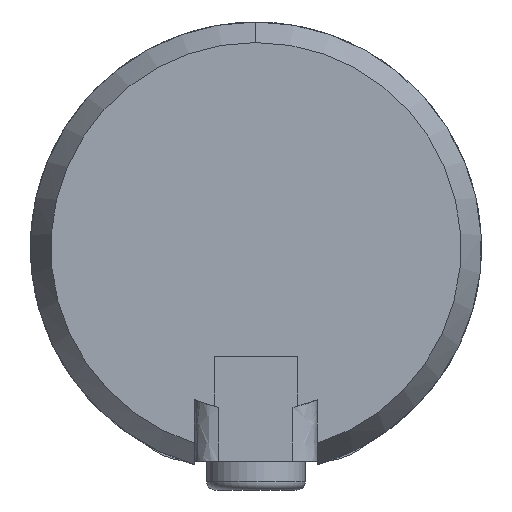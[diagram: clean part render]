
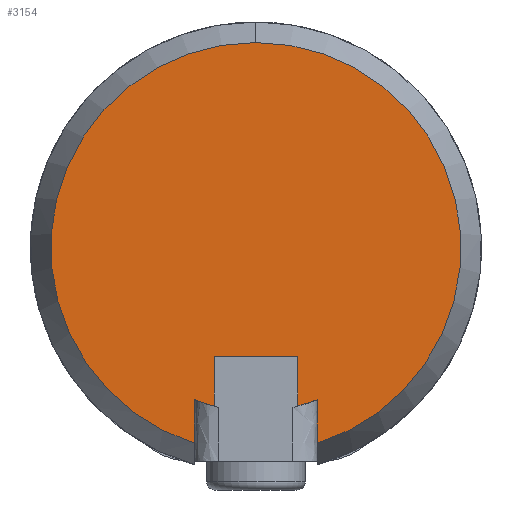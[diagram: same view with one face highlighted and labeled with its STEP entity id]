
A CAD part, front view. The second image highlights one B-rep face of the part: STEP entity #3154.
In plain terms, the highlighted planar face has unit normal (0, -1, 0).
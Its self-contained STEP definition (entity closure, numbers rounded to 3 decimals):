
#232 = ORIENTED_EDGE ( 'NONE', *, *, #1083, .T. ) ;
#249 = CARTESIAN_POINT ( 'NONE',  ( -0.51, 7.7, -1.325 ) ) ;
#339 = ORIENTED_EDGE ( 'NONE', *, *, #2754, .T. ) ;
#391 = CARTESIAN_POINT ( 'NONE',  ( 0., 7.7, 2.5 ) ) ;
#472 = EDGE_CURVE ( 'NONE', #1034, #784, #1206, .T. ) ;
#510 = LINE ( 'NONE', #2999, #4072 ) ;
#528 = CARTESIAN_POINT ( 'NONE',  ( 0., 7.7, 0. ) ) ;
#561 = CARTESIAN_POINT ( 'NONE',  ( 0., 7.7, 2.5 ) ) ;
#632 = CARTESIAN_POINT ( 'NONE',  ( -0.75, 7.7, -1.854 ) ) ;
#658 = VERTEX_POINT ( 'NONE', #391 ) ;
#687 = DIRECTION ( 'NONE',  ( 0., 0., -1. ) ) ;
#709 = VERTEX_POINT ( 'NONE', #3023 ) ;
#714 = DIRECTION ( 'NONE',  ( 0., 0., -1. ) ) ;
#784 = VERTEX_POINT ( 'NONE', #249 ) ;
#806 = CARTESIAN_POINT ( 'NONE',  ( 0.75, 7.7, -1.854 ) ) ;
#810 = CARTESIAN_POINT ( 'NONE',  ( 0.75, 7.7, -2.385 ) ) ;
#819 = DIRECTION ( 'NONE',  ( 0., 0., 1. ) ) ;
#828 = CARTESIAN_POINT ( 'NONE',  ( 0., 7.7, 0. ) ) ;
#835 = CARTESIAN_POINT ( 'NONE',  ( -0.532, 7.7, -1.325 ) ) ;
#881 = DIRECTION ( 'NONE',  ( 0., -1., 0. ) ) ;
#898 = CARTESIAN_POINT ( 'NONE',  ( 0.51, 7.7, -1.956 ) ) ;
#1034 = VERTEX_POINT ( 'NONE', #1373 ) ;
#1083 = EDGE_CURVE ( 'NONE', #1752, #4033, #3978, .T. ) ;
#1205 = AXIS2_PLACEMENT_3D ( 'NONE', #528, #881, #2329 ) ;
#1206 = LINE ( 'NONE', #835, #3609 ) ;
#1249 = LINE ( 'NONE', #898, #4528 ) ;
#1373 = CARTESIAN_POINT ( 'NONE',  ( 0.51, 7.7, -1.325 ) ) ;
#1504 = DIRECTION ( 'NONE',  ( 0., 1., 0. ) ) ;
#1508 = AXIS2_PLACEMENT_3D ( 'NONE', #561, #3481, #1703 ) ;
#1644 = LINE ( 'NONE', #3025, #2446 ) ;
#1703 = DIRECTION ( 'NONE',  ( 0., 0., 1. ) ) ;
#1721 = ORIENTED_EDGE ( 'NONE', *, *, #2212, .F. ) ;
#1752 = VERTEX_POINT ( 'NONE', #806 ) ;
#1791 = VERTEX_POINT ( 'NONE', #2688 ) ;
#1826 = EDGE_CURVE ( 'NONE', #1752, #709, #4673, .T. ) ;
#1833 = CARTESIAN_POINT ( 'NONE',  ( 0., 7.7, 0. ) ) ;
#1937 = ORIENTED_EDGE ( 'NONE', *, *, #472, .F. ) ;
#2070 = PLANE ( 'NONE',  #1508 ) ;
#2105 = CARTESIAN_POINT ( 'NONE',  ( 0.75, 7.7, 0.395 ) ) ;
#2212 = EDGE_CURVE ( 'NONE', #3650, #1791, #1644, .T. ) ;
#2276 = EDGE_CURVE ( 'NONE', #1034, #709, #1249, .T. ) ;
#2300 = DIRECTION ( 'NONE',  ( 0., 0., 1. ) ) ;
#2329 = DIRECTION ( 'NONE',  ( 0., 0., -1. ) ) ;
#2351 = DIRECTION ( 'NONE',  ( 0., 0., -1. ) ) ;
#2446 = VECTOR ( 'NONE', #3781, 1000. ) ;
#2475 = CARTESIAN_POINT ( 'NONE',  ( 0., 7.7, 0. ) ) ;
#2600 = AXIS2_PLACEMENT_3D ( 'NONE', #2475, #2918, #714 ) ;
#2663 = AXIS2_PLACEMENT_3D ( 'NONE', #1833, #1504, #2973 ) ;
#2688 = CARTESIAN_POINT ( 'NONE',  ( -0.75, 7.7, -2.385 ) ) ;
#2754 = EDGE_CURVE ( 'NONE', #658, #1791, #4682, .T. ) ;
#2792 = ORIENTED_EDGE ( 'NONE', *, *, #2276, .T. ) ;
#2807 = VECTOR ( 'NONE', #687, 1000. ) ;
#2814 = CIRCLE ( 'NONE', #2663, 2. ) ;
#2918 = DIRECTION ( 'NONE',  ( 0., -1., 0. ) ) ;
#2927 = EDGE_CURVE ( 'NONE', #4033, #658, #3279, .T. ) ;
#2973 = DIRECTION ( 'NONE',  ( 0., 0., 1. ) ) ;
#2999 = CARTESIAN_POINT ( 'NONE',  ( -0.51, 7.7, -1.303 ) ) ;
#3023 = CARTESIAN_POINT ( 'NONE',  ( 0.51, 7.7, -1.934 ) ) ;
#3025 = CARTESIAN_POINT ( 'NONE',  ( -0.75, 7.7, 0.395 ) ) ;
#3154 = ADVANCED_FACE ( 'NONE', ( #3852 ), #2070, .F. ) ;
#3184 = EDGE_LOOP ( 'NONE', ( #1721, #3236, #4582, #1937, #2792, #4104, #232, #3520, #339 ) ) ;
#3236 = ORIENTED_EDGE ( 'NONE', *, *, #3393, .F. ) ;
#3279 = CIRCLE ( 'NONE', #1205, 2.5 ) ;
#3288 = AXIS2_PLACEMENT_3D ( 'NONE', #828, #4227, #2300 ) ;
#3393 = EDGE_CURVE ( 'NONE', #4655, #3650, #2814, .T. ) ;
#3481 = DIRECTION ( 'NONE',  ( 0., 1., 0. ) ) ;
#3520 = ORIENTED_EDGE ( 'NONE', *, *, #2927, .T. ) ;
#3609 = VECTOR ( 'NONE', #4280, 1000. ) ;
#3650 = VERTEX_POINT ( 'NONE', #632 ) ;
#3781 = DIRECTION ( 'NONE',  ( 0., 0., -1. ) ) ;
#3852 = FACE_OUTER_BOUND ( 'NONE', #3184, .T. ) ;
#3944 = EDGE_CURVE ( 'NONE', #4655, #784, #510, .T. ) ;
#3978 = LINE ( 'NONE', #2105, #2807 ) ;
#4033 = VERTEX_POINT ( 'NONE', #810 ) ;
#4072 = VECTOR ( 'NONE', #819, 1000. ) ;
#4104 = ORIENTED_EDGE ( 'NONE', *, *, #1826, .F. ) ;
#4227 = DIRECTION ( 'NONE',  ( 0., 1., 0. ) ) ;
#4280 = DIRECTION ( 'NONE',  ( -1., 0., 0. ) ) ;
#4438 = CARTESIAN_POINT ( 'NONE',  ( -0.51, 7.7, -1.934 ) ) ;
#4528 = VECTOR ( 'NONE', #2351, 1000. ) ;
#4582 = ORIENTED_EDGE ( 'NONE', *, *, #3944, .T. ) ;
#4655 = VERTEX_POINT ( 'NONE', #4438 ) ;
#4673 = CIRCLE ( 'NONE', #3288, 2. ) ;
#4682 = CIRCLE ( 'NONE', #2600, 2.5 ) ;
